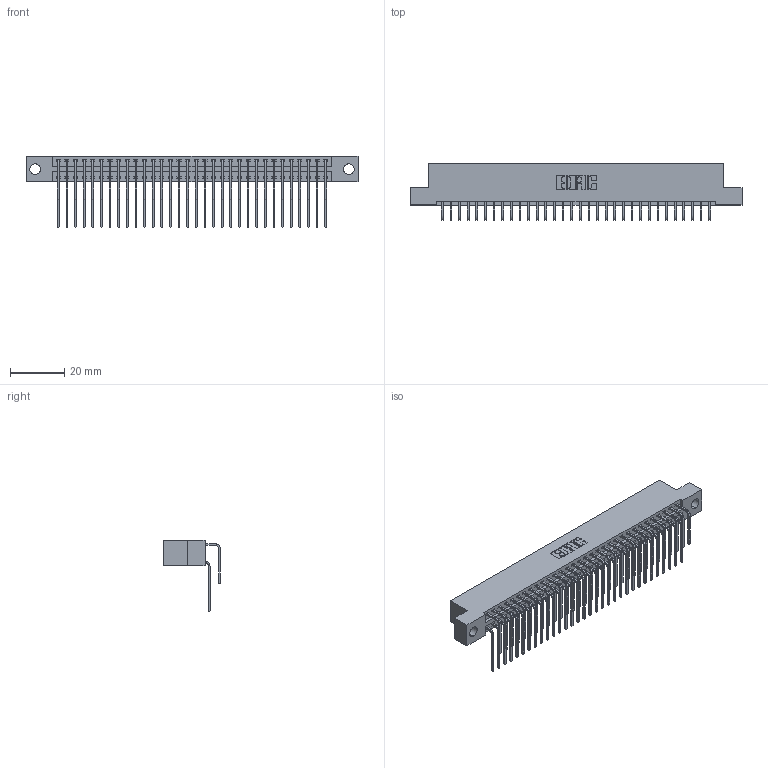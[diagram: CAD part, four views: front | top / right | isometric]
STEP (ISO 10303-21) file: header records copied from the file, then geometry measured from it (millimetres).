
FILE_DESCRIPTION (( 'STEP AP203' ), '1' );
FILE_NAME ('346-064-559-204.STEP', '2022-05-24T16:10:22', ( '' ), ( '' ), 'SwSTEP 2.0', 'SolidWorks 2020', '' );
FILE_SCHEMA (( 'CONFIG_CONTROL_DESIGN' ));
Length unit declared in the file: inch
Products named in the file (4): 346-064-559-204; 345-292-001_559 Tail - 2; 345-292-001_558 559 Tail - 1; 346 Part_Flush Mounting Lugs - 0.156 Dia-TH
Assembly tree (65 placements, depth 2):
  346-064-559-204
    346 Part_Flush Mounting Lugs - 0.156 Dia-TH
    345-292-001_558 559 Tail - 1  x32
    345-292-001_559 Tail - 2  x32
Bounding box: 122.17 x 20.89 x 26.16 mm (x, y, z)
Volume: 12099.1 mm3; surface area: 18092.9 mm2
Topology: 65 solids, 65 shells, 3592 faces, 10669 edges, 7026 vertices
Faces by surface type: plane 2458, cylinder 1134
Entity records: 24433 total; most frequent: CARTESIAN_POINT 4097, ORIENTED_EDGE 3978, DIRECTION 3633, EDGE_CURVE 1989, VECTOR 1689, LINE 1689, VERTEX_POINT 1322, AXIS2_PLACEMENT_3D 972
